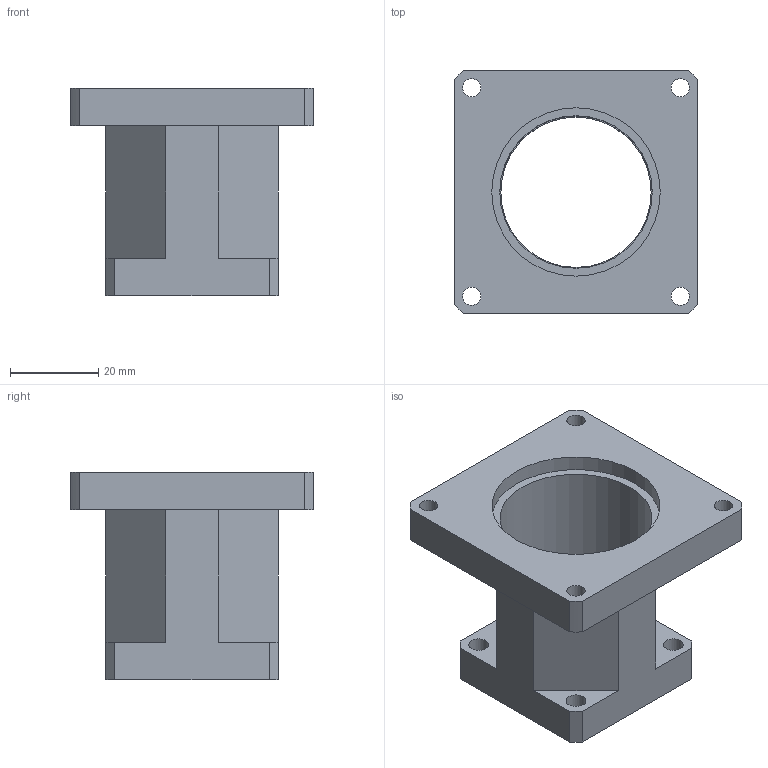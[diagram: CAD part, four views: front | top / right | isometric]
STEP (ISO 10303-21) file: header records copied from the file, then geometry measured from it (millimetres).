
FILE_DESCRIPTION((''),'2;1');
FILE_NAME('AXC40-S-Glocke-b38,1-e66,7-M5.stp','2011-03-28T15:57:18',('00150'),(''),'Autodesk Inventor 2011','Autodesk Inventor 2011','');
FILE_SCHEMA(('AUTOMOTIVE_DESIGN { 1 0 10303 214 1 1 1 1 }'));
Length unit declared in the file: millimetre
Products named in the file (1): AXC40-S-bxx-exx
Bounding box: 55 x 55 x 47 mm (x, y, z)
Volume: 27571.8 mm3; surface area: 17596.2 mm2
Topology: 1 solids, 1 shells, 40 faces, 113 edges, 78 vertices
Faces by surface type: plane 25, cylinder 15
Full cylindrical faces by diameter (mm): 4.134 x4, 4.5 x4, 34 x1, 34.5 x1, 38.1 x1
Entity records: 1246 total; most frequent: DIRECTION 206, CARTESIAN_POINT 205, ORIENTED_EDGE 188, EDGE_CURVE 94, EDGE_LOOP 72, AXIS2_PLACEMENT_3D 71, VERTEX_POINT 70, VECTOR 64
